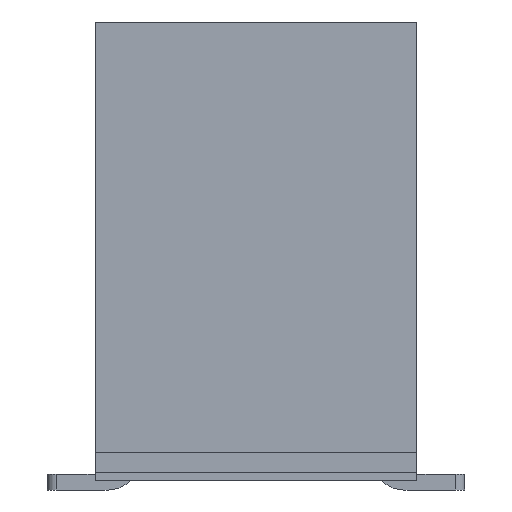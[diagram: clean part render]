
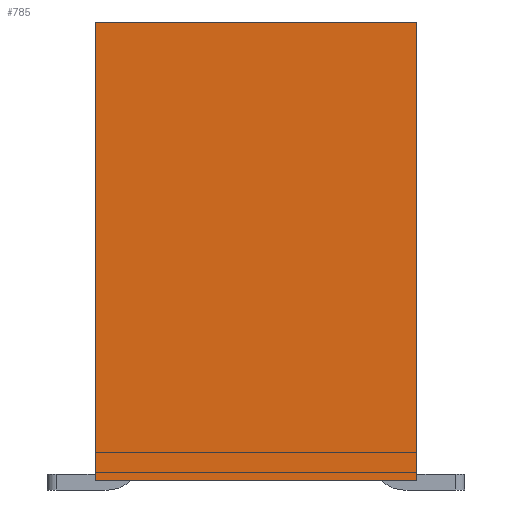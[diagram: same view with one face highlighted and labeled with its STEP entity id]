
A CAD part, left-side view. The second image highlights one B-rep face of the part: STEP entity #785.
In plain terms, the highlighted planar face has unit normal (-1, 0, 0).
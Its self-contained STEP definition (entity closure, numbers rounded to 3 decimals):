
#785=ADVANCED_FACE('',(#3857),#2351,.T.);
#2351=PLANE('',#30338);
#3857=FACE_OUTER_BOUND('',#5541,.T.);
#5541=EDGE_LOOP('',(#8146,#8147,#8148,#8149));
#8146=ORIENTED_EDGE('',*,*,#19367,.T.);
#8147=ORIENTED_EDGE('',*,*,#19273,.T.);
#8148=ORIENTED_EDGE('',*,*,#19428,.F.);
#8149=ORIENTED_EDGE('',*,*,#19429,.T.);
#16503=VERTEX_POINT('',#41911);
#16505=VERTEX_POINT('',#41915);
#16582=VERTEX_POINT('',#42088);
#16630=VERTEX_POINT('',#42198);
#19273=EDGE_CURVE('',#16503,#16505,#23545,.T.);
#19367=EDGE_CURVE('',#16582,#16503,#23639,.T.);
#19428=EDGE_CURVE('',#16630,#16505,#23700,.T.);
#19429=EDGE_CURVE('',#16630,#16582,#23701,.T.);
#23545=LINE('',#41916,#27337);
#23639=LINE('',#42087,#27431);
#23700=LINE('',#42197,#27492);
#23701=LINE('',#42199,#27493);
#27337=VECTOR('',#33236,1.);
#27431=VECTOR('',#33332,1.);
#27492=VECTOR('',#33395,1.);
#27493=VECTOR('',#33396,1.);
#30338=AXIS2_PLACEMENT_3D('',#42200,#33397,#33398);
#33236=DIRECTION('',(0.,1.,0.));
#33332=DIRECTION('',(0.,0.,1.));
#33395=DIRECTION('',(0.,0.,1.));
#33396=DIRECTION('',(0.,-1.,0.));
#33397=DIRECTION('',(-1.,0.,0.));
#33398=DIRECTION('',(0.,0.,1.));
#41911=CARTESIAN_POINT('',(0.,0.,6.8));
#41915=CARTESIAN_POINT('',(0.,5.08,6.8));
#41916=CARTESIAN_POINT('',(0.,2.54,6.8));
#42087=CARTESIAN_POINT('',(0.,0.,0.));
#42088=CARTESIAN_POINT('',(0.,0.,-0.45));
#42197=CARTESIAN_POINT('',(0.,5.08,0.));
#42198=CARTESIAN_POINT('',(0.,5.08,-0.45));
#42199=CARTESIAN_POINT('',(0.,5.08,-0.45));
#42200=CARTESIAN_POINT('',(0.,2.54,0.));
